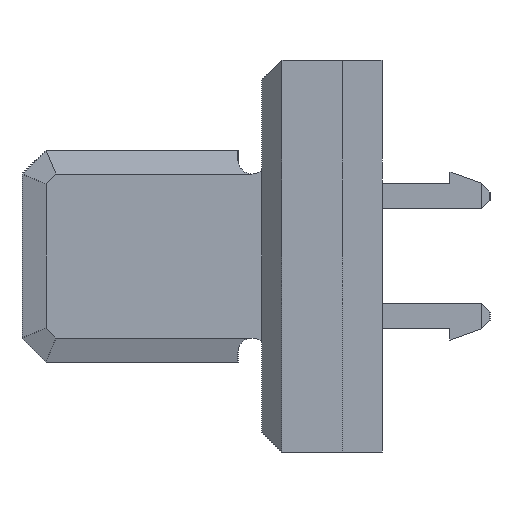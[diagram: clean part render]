
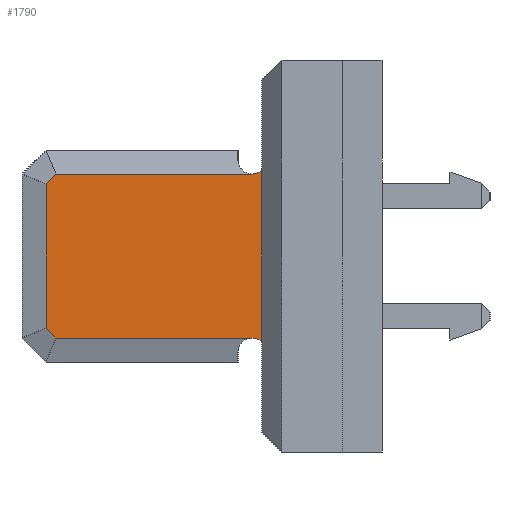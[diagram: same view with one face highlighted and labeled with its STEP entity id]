
A CAD part, left-side view. The second image highlights one B-rep face of the part: STEP entity #1790.
In plain terms, the highlighted planar face has unit normal (-1, 0, 0).
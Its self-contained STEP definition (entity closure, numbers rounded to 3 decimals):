
#1713=CIRCLE('',#6060,0.35);
#1714=CIRCLE('',#6067,0.35);
#1790=ADVANCED_FACE('SPLSRF38',(#2264),#2034,.F.);
#2034=PLANE('',#6068);
#2264=FACE_OUTER_BOUND('',#2524,.T.);
#2524=EDGE_LOOP('',(#2991,#2992,#2993,#2994,#2995,#2996,#2997,#2998));
#2991=ORIENTED_EDGE('',*,*,#4460,.F.);
#2992=ORIENTED_EDGE('',*,*,#4467,.T.);
#2993=ORIENTED_EDGE('',*,*,#4468,.F.);
#2994=ORIENTED_EDGE('',*,*,#4469,.T.);
#2995=ORIENTED_EDGE('',*,*,#4470,.F.);
#2996=ORIENTED_EDGE('',*,*,#4471,.T.);
#2997=ORIENTED_EDGE('',*,*,#4424,.T.);
#2998=ORIENTED_EDGE('',*,*,#4455,.T.);
#4025=VERTEX_POINT('',#7684);
#4026=VERTEX_POINT('',#7686);
#4052=VERTEX_POINT('',#7747);
#4056=VERTEX_POINT('',#7757);
#4059=VERTEX_POINT('',#7771);
#4060=VERTEX_POINT('',#7775);
#4061=VERTEX_POINT('',#7777);
#4062=VERTEX_POINT('',#7779);
#4424=EDGE_CURVE('LINE97',#4026,#4025,#5024,.T.);
#4455=EDGE_CURVE('ARC3',#4025,#4052,#1713,.T.);
#4460=EDGE_CURVE('LINE88',#4056,#4052,#5055,.T.);
#4467=EDGE_CURVE('LINE99',#4056,#4059,#5062,.T.);
#4468=EDGE_CURVE('LINE115',#4060,#4059,#5063,.T.);
#4469=EDGE_CURVE('LINE98',#4060,#4061,#5064,.T.);
#4470=EDGE_CURVE('LINE102',#4062,#4061,#5065,.T.);
#4471=EDGE_CURVE('ARC4',#4062,#4026,#1714,.T.);
#5024=LINE('',#7685,#5584);
#5055=LINE('',#7758,#5615);
#5062=LINE('',#7772,#5622);
#5063=LINE('',#7774,#5623);
#5064=LINE('',#7776,#5624);
#5065=LINE('',#7778,#5625);
#5584=VECTOR('',#6486,1.);
#5615=VECTOR('',#6539,1.);
#5622=VECTOR('',#6554,1.);
#5623=VECTOR('',#6557,1.);
#5624=VECTOR('',#6558,1.);
#5625=VECTOR('',#6559,1.);
#6060=AXIS2_PLACEMENT_3D('',#7749,#6531,#6532);
#6067=AXIS2_PLACEMENT_3D('',#7780,#6560,#6561);
#6068=AXIS2_PLACEMENT_3D('',#7781,#6562,#6563);
#6486=DIRECTION('',(0.,0.,1.));
#6531=DIRECTION('',(1.,0.,0.));
#6532=DIRECTION('',(0.,-0.714,-0.7));
#6539=DIRECTION('',(0.,-1.,0.));
#6554=DIRECTION('',(0.,0.707,-0.707));
#6557=DIRECTION('',(0.,0.,1.));
#6558=DIRECTION('',(0.,-0.707,-0.707));
#6559=DIRECTION('',(0.,1.,0.));
#6560=DIRECTION('',(1.,0.,0.));
#6561=DIRECTION('',(0.,0.,1.));
#6562=DIRECTION('',(1.,0.,0.));
#6563=DIRECTION('',(0.,0.,1.));
#7684=CARTESIAN_POINT('',(-10.3,3.,7.055));
#7685=CARTESIAN_POINT('',(-10.3,3.,2.745));
#7686=CARTESIAN_POINT('',(-10.3,3.,2.745));
#7747=CARTESIAN_POINT('',(-10.3,3.25,6.95));
#7749=CARTESIAN_POINT('',(-10.3,3.25,7.3));
#7757=CARTESIAN_POINT('',(-10.3,8.151,6.95));
#7758=CARTESIAN_POINT('',(-10.3,8.151,6.95));
#7771=CARTESIAN_POINT('',(-10.3,8.4,6.701));
#7772=CARTESIAN_POINT('',(-10.3,8.151,6.95));
#7774=CARTESIAN_POINT('',(-10.3,8.4,3.099));
#7775=CARTESIAN_POINT('',(-10.3,8.4,3.099));
#7776=CARTESIAN_POINT('',(-10.3,8.4,3.099));
#7777=CARTESIAN_POINT('',(-10.3,8.151,2.85));
#7778=CARTESIAN_POINT('',(-10.3,3.25,2.85));
#7779=CARTESIAN_POINT('',(-10.3,3.25,2.85));
#7780=CARTESIAN_POINT('',(-10.3,3.25,2.5));
#7781=CARTESIAN_POINT('',(-10.3,8.508,2.659));
